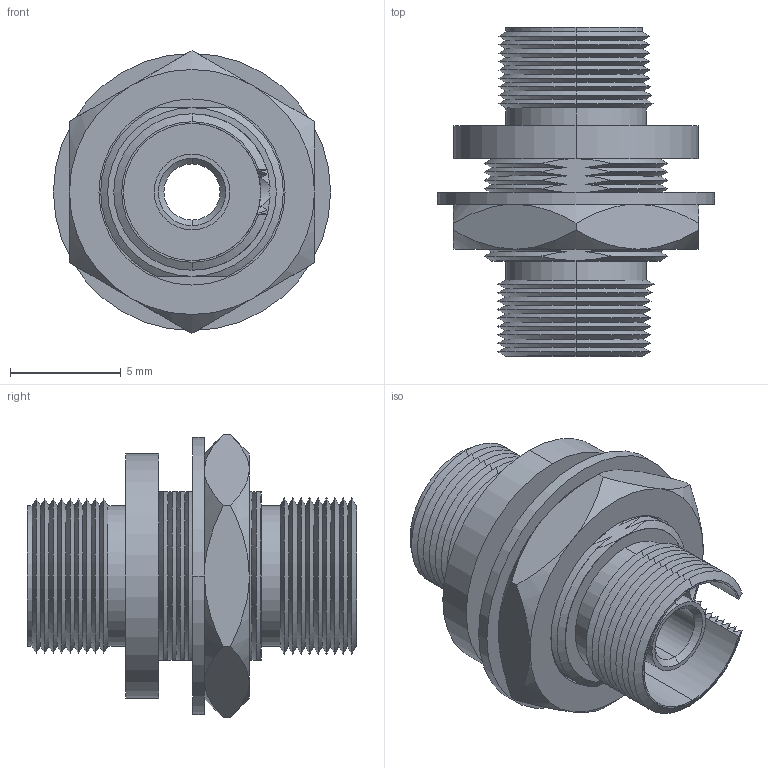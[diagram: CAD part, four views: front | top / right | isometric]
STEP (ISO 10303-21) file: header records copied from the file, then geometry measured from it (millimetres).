
FILE_DESCRIPTION (( 'STEP AP203' ), '1' );
FILE_NAME ('FOA-019.STEP', '2012-02-09T14:25:39', ( 'x' ), ( 'Microsoft' ), 'SwSTEP 2.0', 'SolidWorks 2010', '' );
FILE_SCHEMA (( 'CONFIG_CONTROL_DESIGN' ));
Length unit declared in the file: inch
Products named in the file (4): 3AA03-003; 3AA02-003; FOA-019
Assembly tree (3 placements, depth 2):
  FOA-019
    3AA03-003
    3AA02-003
    FOA-019
Bounding box: 12.52 x 14.88 x 12.79 mm (x, y, z)
Volume: 528.9 mm3; surface area: 1425.6 mm2
Topology: 3 solids, 3 shells, 226 faces, 547 edges, 332 vertices
Faces by surface type: cone 169, cylinder 32, plane 25
Entity records: 7330 total; most frequent: CARTESIAN_POINT 1841, ORIENTED_EDGE 1094, DIRECTION 1044, EDGE_CURVE 547, AXIS2_PLACEMENT_3D 459, VERTEX_POINT 332, EDGE_LOOP 237, CIRCLE 227
